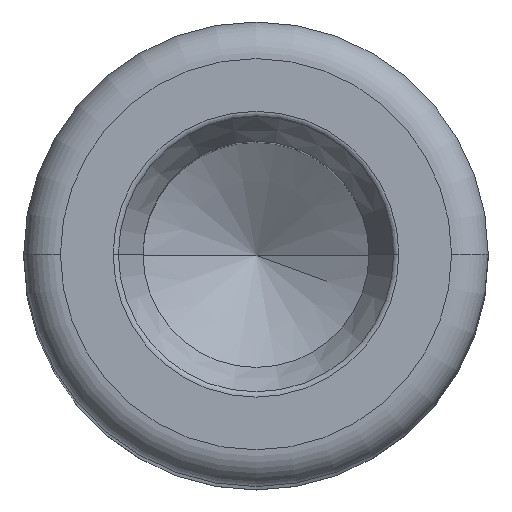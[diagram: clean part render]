
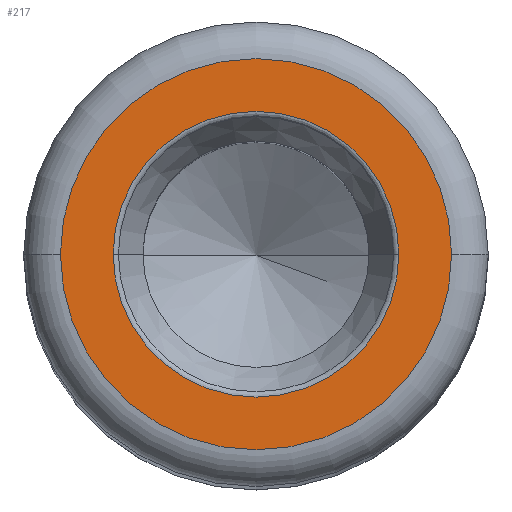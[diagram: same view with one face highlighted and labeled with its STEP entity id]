
A CAD part, top view. The second image highlights one B-rep face of the part: STEP entity #217.
In plain terms, the highlighted planar face has unit normal (0, 0, 1).
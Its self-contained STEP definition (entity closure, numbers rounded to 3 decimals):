
#16 = CIRCLE ( 'NONE', #639, 16. ) ;
#24 = CARTESIAN_POINT ( 'NONE',  ( 0., 0., 170. ) ) ;
#72 = ORIENTED_EDGE ( 'NONE', *, *, #605, .T. ) ;
#155 = DIRECTION ( 'NONE',  ( 0., 0., 1. ) ) ;
#164 = ORIENTED_EDGE ( 'NONE', *, *, #516, .T. ) ;
#168 = AXIS2_PLACEMENT_3D ( 'NONE', #686, #690, #331 ) ;
#186 = ORIENTED_EDGE ( 'NONE', *, *, #717, .T. ) ;
#215 = CIRCLE ( 'NONE', #342, 11.689 ) ;
#217 = ADVANCED_FACE ( 'NONE', ( #350, #425 ), #268, .T. ) ;
#268 = PLANE ( 'NONE',  #168 ) ;
#286 = DIRECTION ( 'NONE',  ( 0., 0., -1. ) ) ;
#296 = CARTESIAN_POINT ( 'NONE',  ( 0., 0., 170. ) ) ;
#301 = VERTEX_POINT ( 'NONE', #449 ) ;
#331 = DIRECTION ( 'NONE',  ( 1., 0., 0. ) ) ;
#342 = AXIS2_PLACEMENT_3D ( 'NONE', #296, #286, #703 ) ;
#350 = FACE_BOUND ( 'NONE', #429, .T. ) ;
#382 = CARTESIAN_POINT ( 'NONE',  ( -11.689, 0., 170. ) ) ;
#418 = DIRECTION ( 'NONE',  ( 1., 0., 0. ) ) ;
#425 = FACE_OUTER_BOUND ( 'NONE', #535, .T. ) ;
#429 = EDGE_LOOP ( 'NONE', ( #72, #186 ) ) ;
#431 = VERTEX_POINT ( 'NONE', #382 ) ;
#436 = DIRECTION ( 'NONE',  ( 1., 0., 0. ) ) ;
#441 = EDGE_CURVE ( 'NONE', #301, #625, #16, .T. ) ;
#449 = CARTESIAN_POINT ( 'NONE',  ( -16., 0., 170. ) ) ;
#458 = AXIS2_PLACEMENT_3D ( 'NONE', #24, #598, #418 ) ;
#462 = CARTESIAN_POINT ( 'NONE',  ( 11.689, 0., 170. ) ) ;
#495 = CARTESIAN_POINT ( 'NONE',  ( 0., 0., 170. ) ) ;
#516 = EDGE_CURVE ( 'NONE', #625, #301, #622, .T. ) ;
#534 = CARTESIAN_POINT ( 'NONE',  ( 16., 0., 170. ) ) ;
#535 = EDGE_LOOP ( 'NONE', ( #164, #672 ) ) ;
#568 = CARTESIAN_POINT ( 'NONE',  ( 0., 0., 170. ) ) ;
#598 = DIRECTION ( 'NONE',  ( 0., 0., -1. ) ) ;
#605 = EDGE_CURVE ( 'NONE', #667, #431, #215, .T. ) ;
#622 = CIRCLE ( 'NONE', #750, 16. ) ;
#623 = DIRECTION ( 'NONE',  ( 1., 0., 0. ) ) ;
#625 = VERTEX_POINT ( 'NONE', #534 ) ;
#639 = AXIS2_PLACEMENT_3D ( 'NONE', #568, #740, #623 ) ;
#667 = VERTEX_POINT ( 'NONE', #462 ) ;
#672 = ORIENTED_EDGE ( 'NONE', *, *, #441, .T. ) ;
#686 = CARTESIAN_POINT ( 'NONE',  ( 0., 0., 170. ) ) ;
#690 = DIRECTION ( 'NONE',  ( 0., 0., 1. ) ) ;
#691 = CIRCLE ( 'NONE', #458, 11.689 ) ;
#703 = DIRECTION ( 'NONE',  ( 1., 0., 0. ) ) ;
#717 = EDGE_CURVE ( 'NONE', #431, #667, #691, .T. ) ;
#740 = DIRECTION ( 'NONE',  ( 0., 0., 1. ) ) ;
#750 = AXIS2_PLACEMENT_3D ( 'NONE', #495, #155, #436 ) ;
